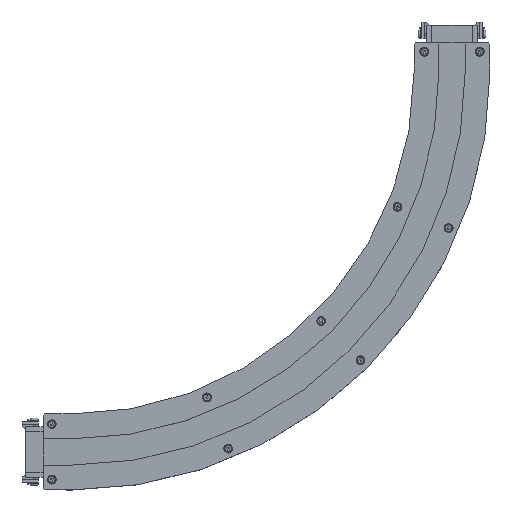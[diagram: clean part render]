
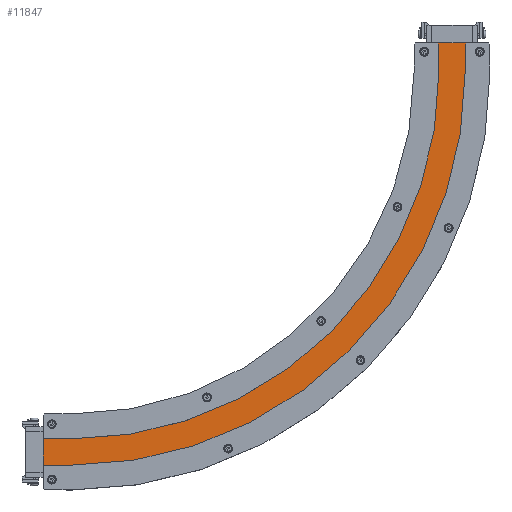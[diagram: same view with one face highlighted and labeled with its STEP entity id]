
A CAD part, top view. The second image highlights one B-rep face of the part: STEP entity #11847.
In plain terms, the highlighted planar face has unit normal (0, 0, 1).
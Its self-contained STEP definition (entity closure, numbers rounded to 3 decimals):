
#894=PLANE('',#12870);
#1549=FACE_OUTER_BOUND('',#2193,.T.);
#2193=EDGE_LOOP('',(#9323,#9324,#9325,#9326,#9327,#9328,#9329,#9330));
#2905=LINE('',#18258,#4057);
#2920=LINE('',#18288,#4072);
#2975=LINE('',#18476,#4127);
#2977=LINE('',#18482,#4129);
#2979=LINE('',#18486,#4131);
#2981=LINE('',#18492,#4133);
#4057=VECTOR('',#14546,10.);
#4072=VECTOR('',#14567,10.);
#4127=VECTOR('',#14774,10.);
#4129=VECTOR('',#14782,10.);
#4131=VECTOR('',#14786,10.);
#4133=VECTOR('',#14794,10.);
#5067=CIRCLE('',#12864,615.);
#5068=CIRCLE('',#12868,685.);
#5716=VERTEX_POINT('',#18255);
#5717=VERTEX_POINT('',#18257);
#5728=VERTEX_POINT('',#18285);
#5729=VERTEX_POINT('',#18287);
#5786=VERTEX_POINT('',#18474);
#5787=VERTEX_POINT('',#18478);
#5788=VERTEX_POINT('',#18484);
#5789=VERTEX_POINT('',#18488);
#6990=EDGE_CURVE('',#5716,#5717,#2905,.T.);
#7005=EDGE_CURVE('',#5728,#5729,#2920,.T.);
#7096=EDGE_CURVE('',#5786,#5716,#2975,.T.);
#7098=EDGE_CURVE('',#5787,#5786,#5067,.T.);
#7099=EDGE_CURVE('',#5729,#5787,#2977,.T.);
#7101=EDGE_CURVE('',#5788,#5728,#2979,.T.);
#7103=EDGE_CURVE('',#5789,#5788,#5068,.T.);
#7104=EDGE_CURVE('',#5717,#5789,#2981,.T.);
#9323=ORIENTED_EDGE('',*,*,#7104,.F.);
#9324=ORIENTED_EDGE('',*,*,#6990,.F.);
#9325=ORIENTED_EDGE('',*,*,#7096,.F.);
#9326=ORIENTED_EDGE('',*,*,#7098,.F.);
#9327=ORIENTED_EDGE('',*,*,#7099,.F.);
#9328=ORIENTED_EDGE('',*,*,#7005,.F.);
#9329=ORIENTED_EDGE('',*,*,#7101,.F.);
#9330=ORIENTED_EDGE('',*,*,#7103,.F.);
#11847=ADVANCED_FACE('',(#1549),#894,.T.);
#12864=AXIS2_PLACEMENT_3D('',#18480,#14778,#14779);
#12868=AXIS2_PLACEMENT_3D('',#18490,#14790,#14791);
#12870=AXIS2_PLACEMENT_3D('',#18493,#14795,#14796);
#14546=DIRECTION('',(0.,1.,0.));
#14567=DIRECTION('',(-1.,0.,0.));
#14774=DIRECTION('',(-1.,0.,0.));
#14778=DIRECTION('center_axis',(0.,0.,1.));
#14779=DIRECTION('ref_axis',(1.,0.,0.));
#14782=DIRECTION('',(0.,1.,0.));
#14786=DIRECTION('',(0.,-1.,0.));
#14790=DIRECTION('center_axis',(0.,0.,-1.));
#14791=DIRECTION('ref_axis',(-1.,0.,0.));
#14794=DIRECTION('',(1.,0.,0.));
#14795=DIRECTION('center_axis',(0.,0.,1.));
#14796=DIRECTION('ref_axis',(1.,0.,0.));
#18255=CARTESIAN_POINT('',(-50.,615.,-5.5));
#18257=CARTESIAN_POINT('',(-50.,685.,-5.5));
#18258=CARTESIAN_POINT('',(-50.,555.223,-5.5));
#18285=CARTESIAN_POINT('',(685.,-50.,-5.5));
#18287=CARTESIAN_POINT('',(615.,-50.,-5.5));
#18288=CARTESIAN_POINT('',(490.223,-50.,-5.5));
#18474=CARTESIAN_POINT('',(0.,615.,-5.5));
#18476=CARTESIAN_POINT('',(0.,615.,-5.5));
#18478=CARTESIAN_POINT('',(615.,0.,-5.5));
#18480=CARTESIAN_POINT('Origin',(0.,0.,-5.5));
#18482=CARTESIAN_POINT('',(615.,-50.,-5.5));
#18484=CARTESIAN_POINT('',(685.,0.,-5.5));
#18486=CARTESIAN_POINT('',(685.,0.,-5.5));
#18488=CARTESIAN_POINT('',(0.,685.,-5.5));
#18490=CARTESIAN_POINT('Origin',(0.,0.,-5.5));
#18492=CARTESIAN_POINT('',(-50.,685.,-5.5));
#18493=CARTESIAN_POINT('Origin',(395.446,395.446,-5.5));
